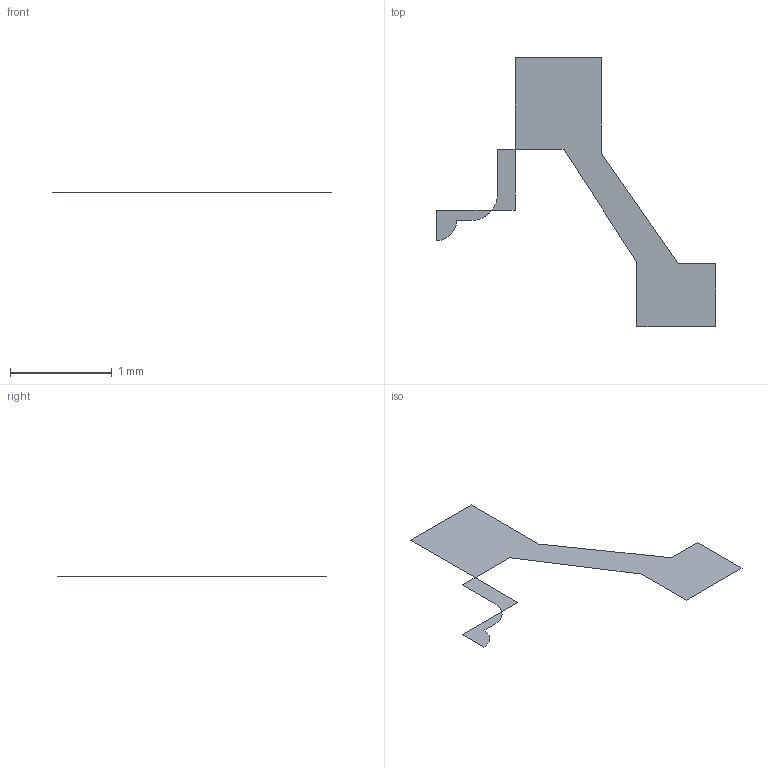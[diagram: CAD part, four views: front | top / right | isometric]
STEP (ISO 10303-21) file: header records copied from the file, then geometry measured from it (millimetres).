
FILE_DESCRIPTION(('FreeCAD Model'),'2;1');
FILE_NAME('Open CASCADE Shape Model','2026-01-27T11:12:32',('FreeCAD'),( 'FreeCAD'),'Open CASCADE STEP processor 7.8','FreeCAD','Unknown');
FILE_SCHEMA(('AUTOMOTIVE_DESIGN { 1 0 10303 214 1 1 1 1 }'));
Length unit declared in the file: millimetre
Products named in the file (1): Open CASCADE STEP translator 7.8 1
Bounding box: 2.75 x 2.65 x 0 mm (x, y, z)
Surface area: 1.9 mm2 (no closed solid volume)
Topology: 0 solids, 3 shells, 3 faces, 20 edges, 18 vertices
Faces by surface type: plane 3
Entity records: 156 total; most frequent: CARTESIAN_POINT 34, DIRECTION 22, ORIENTED_EDGE 16, EDGE_CURVE 16, VERTEX_POINT 16, LINE 14, VECTOR 14, AXIS2_PLACEMENT_3D 4
